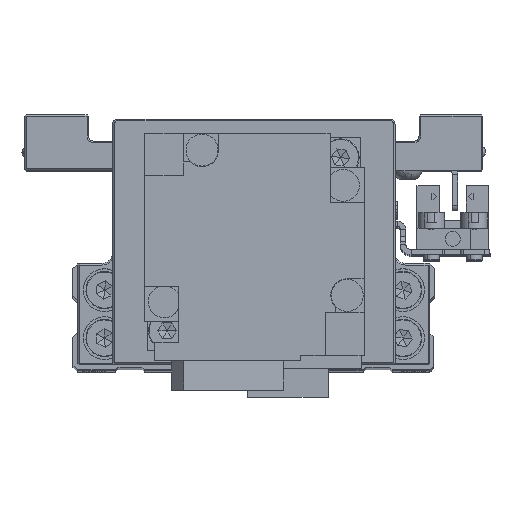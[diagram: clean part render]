
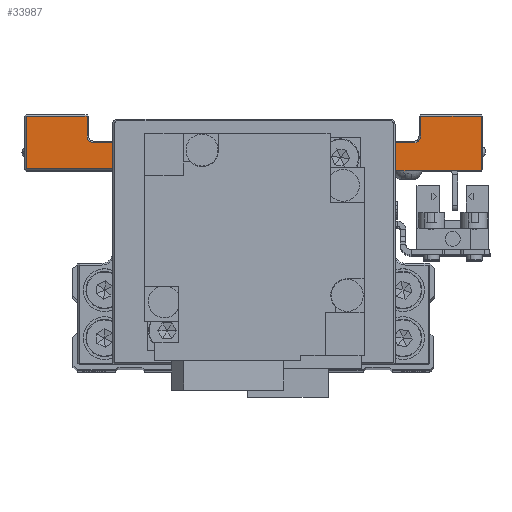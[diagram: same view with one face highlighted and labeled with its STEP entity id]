
A CAD part, top view. The second image highlights one B-rep face of the part: STEP entity #33987.
In plain terms, the highlighted face is planar.
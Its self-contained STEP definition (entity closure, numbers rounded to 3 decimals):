
#4 = ORIENTED_EDGE ( 'NONE', *, *, #11604, .T. ) ;
#2180 = EDGE_CURVE ( 'NONE', #29757, #28406, #29647, .T. ) ;
#2252 = DIRECTION ( 'NONE',  ( 0., 0., -1. ) ) ;
#2330 = VECTOR ( 'NONE', #33727, 1000. ) ;
#2682 = CARTESIAN_POINT ( 'NONE',  ( 45., 7.5, 31.3 ) ) ;
#2854 = VECTOR ( 'NONE', #3304, 1000. ) ;
#2967 = AXIS2_PLACEMENT_3D ( 'NONE', #12519, #23073, #33625 ) ;
#3043 = DIRECTION ( 'NONE',  ( 0., 0., -1. ) ) ;
#3227 = CARTESIAN_POINT ( 'NONE',  ( 45., 14., -31.3 ) ) ;
#3304 = DIRECTION ( 'NONE',  ( 0., -1., 0. ) ) ;
#3630 = ORIENTED_EDGE ( 'NONE', *, *, #28778, .T. ) ;
#3800 = VECTOR ( 'NONE', #25342, 1000. ) ;
#3881 = VECTOR ( 'NONE', #8199, 1000. ) ;
#4241 = LINE ( 'NONE', #14808, #3800 ) ;
#4308 = VERTEX_POINT ( 'NONE', #10526 ) ;
#4841 = DIRECTION ( 'NONE',  ( 0., 0., 1. ) ) ;
#4966 = ORIENTED_EDGE ( 'NONE', *, *, #16003, .T. ) ;
#5137 = VECTOR ( 'NONE', #33390, 1000. ) ;
#5284 = VERTEX_POINT ( 'NONE', #32782 ) ;
#5867 = CARTESIAN_POINT ( 'NONE',  ( 45., 7.8, 42.7 ) ) ;
#6032 = VERTEX_POINT ( 'NONE', #20789 ) ;
#6131 = EDGE_LOOP ( 'NONE', ( #18352, #4, #33289, #25572, #4966, #17496, #14990, #28136, #8992, #25014, #16842, #8479, #21176, #3630 ) ) ;
#6132 = VECTOR ( 'NONE', #4841, 1000. ) ;
#7266 = EDGE_CURVE ( 'NONE', #29136, #6032, #4241, .T. ) ;
#7532 = CARTESIAN_POINT ( 'NONE',  ( 45., 7.5, -42.7 ) ) ;
#7946 = DIRECTION ( 'NONE',  ( 0., 0., 1. ) ) ;
#8199 = DIRECTION ( 'NONE',  ( 0., 0., 1. ) ) ;
#8479 = ORIENTED_EDGE ( 'NONE', *, *, #10851, .T. ) ;
#8992 = ORIENTED_EDGE ( 'NONE', *, *, #26233, .T. ) ;
#9293 = VERTEX_POINT ( 'NONE', #10934 ) ;
#9569 = FACE_OUTER_BOUND ( 'NONE', #6131, .T. ) ;
#9662 = VERTEX_POINT ( 'NONE', #19954 ) ;
#9838 = VERTEX_POINT ( 'NONE', #20806 ) ;
#9862 = DIRECTION ( 'NONE',  ( 0., -1., 0. ) ) ;
#10526 = CARTESIAN_POINT ( 'NONE',  ( 45., 17.7, -31.3 ) ) ;
#10541 = PLANE ( 'NONE',  #27983 ) ;
#10698 = CARTESIAN_POINT ( 'NONE',  ( 45., 17.7, -42.7 ) ) ;
#10851 = EDGE_CURVE ( 'NONE', #19804, #29136, #16215, .T. ) ;
#10934 = CARTESIAN_POINT ( 'NONE',  ( 45., 17.7, 31.3 ) ) ;
#10946 = CARTESIAN_POINT ( 'NONE',  ( 45., 14., 30. ) ) ;
#11040 = LINE ( 'NONE', #21595, #18776 ) ;
#11604 = EDGE_CURVE ( 'NONE', #28900, #9838, #15416, .T. ) ;
#12211 = VERTEX_POINT ( 'NONE', #3227 ) ;
#12291 = LINE ( 'NONE', #22842, #5137 ) ;
#12367 = CARTESIAN_POINT ( 'NONE',  ( 45., 7.8, 19.7 ) ) ;
#12519 = CARTESIAN_POINT ( 'NONE',  ( 45., 14., -30. ) ) ;
#12621 = LINE ( 'NONE', #23173, #2330 ) ;
#13244 = DIRECTION ( 'NONE',  ( 0., 1., 0. ) ) ;
#13516 = CARTESIAN_POINT ( 'NONE',  ( 45., 12.7, 30. ) ) ;
#13923 = EDGE_CURVE ( 'NONE', #32765, #4308, #21335, .T. ) ;
#14749 = AXIS2_PLACEMENT_3D ( 'NONE', #10946, #21500, #32046 ) ;
#14808 = CARTESIAN_POINT ( 'NONE',  ( 45., 7.5, 19.7 ) ) ;
#14935 = EDGE_CURVE ( 'NONE', #25786, #29757, #11040, .T. ) ;
#14990 = ORIENTED_EDGE ( 'NONE', *, *, #14935, .T. ) ;
#15182 = CARTESIAN_POINT ( 'NONE',  ( 45., 12.7, -30. ) ) ;
#15416 = LINE ( 'NONE', #25948, #26358 ) ;
#16003 = EDGE_CURVE ( 'NONE', #4308, #12211, #23000, .T. ) ;
#16051 = EDGE_CURVE ( 'NONE', #9293, #9662, #17984, .T. ) ;
#16215 = LINE ( 'NONE', #26754, #31833 ) ;
#16468 = LINE ( 'NONE', #27012, #2854 ) ;
#16842 = ORIENTED_EDGE ( 'NONE', *, *, #17104, .T. ) ;
#17104 = EDGE_CURVE ( 'NONE', #9662, #19804, #16468, .T. ) ;
#17496 = ORIENTED_EDGE ( 'NONE', *, *, #30334, .T. ) ;
#17893 = CIRCLE ( 'NONE', #2967, 1.3 ) ;
#17984 = LINE ( 'NONE', #28528, #6132 ) ;
#18090 = DIRECTION ( 'NONE',  ( 0., 1., 0. ) ) ;
#18214 = EDGE_CURVE ( 'NONE', #5284, #28900, #12291, .T. ) ;
#18352 = ORIENTED_EDGE ( 'NONE', *, *, #18214, .T. ) ;
#18370 = CARTESIAN_POINT ( 'NONE',  ( 45., 14., 31.3 ) ) ;
#18776 = VECTOR ( 'NONE', #32140, 1000. ) ;
#19804 = VERTEX_POINT ( 'NONE', #5867 ) ;
#19954 = CARTESIAN_POINT ( 'NONE',  ( 45., 17.7, 42.7 ) ) ;
#20531 = EDGE_CURVE ( 'NONE', #9838, #32765, #31218, .T. ) ;
#20789 = CARTESIAN_POINT ( 'NONE',  ( 45., -8.2, 19.7 ) ) ;
#20806 = CARTESIAN_POINT ( 'NONE',  ( 45., 7.5, -42.7 ) ) ;
#21088 = CARTESIAN_POINT ( 'NONE',  ( 45., 7.5, -20. ) ) ;
#21176 = ORIENTED_EDGE ( 'NONE', *, *, #7266, .T. ) ;
#21255 = CARTESIAN_POINT ( 'NONE',  ( 45., 7.5, -19.7 ) ) ;
#21335 = LINE ( 'NONE', #31881, #3881 ) ;
#21500 = DIRECTION ( 'NONE',  ( -1., 0., 0. ) ) ;
#21595 = CARTESIAN_POINT ( 'NONE',  ( 45., 12.7, 30. ) ) ;
#22842 = CARTESIAN_POINT ( 'NONE',  ( 45., 7.5, -19.7 ) ) ;
#23000 = LINE ( 'NONE', #33557, #27118 ) ;
#23073 = DIRECTION ( 'NONE',  ( -1., 0., 0. ) ) ;
#23173 = CARTESIAN_POINT ( 'NONE',  ( 45., -8.2, -20. ) ) ;
#25014 = ORIENTED_EDGE ( 'NONE', *, *, #16051, .T. ) ;
#25342 = DIRECTION ( 'NONE',  ( 0., -1., 0. ) ) ;
#25572 = ORIENTED_EDGE ( 'NONE', *, *, #13923, .T. ) ;
#25786 = VERTEX_POINT ( 'NONE', #15182 ) ;
#25948 = CARTESIAN_POINT ( 'NONE',  ( 45., 7.5, 43. ) ) ;
#26233 = EDGE_CURVE ( 'NONE', #28406, #9293, #26382, .T. ) ;
#26358 = VECTOR ( 'NONE', #2252, 1000. ) ;
#26382 = LINE ( 'NONE', #2682, #28238 ) ;
#26754 = CARTESIAN_POINT ( 'NONE',  ( 45., 7.8, 20. ) ) ;
#27012 = CARTESIAN_POINT ( 'NONE',  ( 45., 7.5, 42.7 ) ) ;
#27118 = VECTOR ( 'NONE', #9862, 1000. ) ;
#27983 = AXIS2_PLACEMENT_3D ( 'NONE', #21088, #31634, #7946 ) ;
#28136 = ORIENTED_EDGE ( 'NONE', *, *, #2180, .T. ) ;
#28238 = VECTOR ( 'NONE', #13244, 1000. ) ;
#28406 = VERTEX_POINT ( 'NONE', #18370 ) ;
#28528 = CARTESIAN_POINT ( 'NONE',  ( 45., 17.7, -20. ) ) ;
#28778 = EDGE_CURVE ( 'NONE', #6032, #5284, #12621, .T. ) ;
#28900 = VERTEX_POINT ( 'NONE', #21255 ) ;
#29023 = VECTOR ( 'NONE', #18090, 1000. ) ;
#29136 = VERTEX_POINT ( 'NONE', #12367 ) ;
#29647 = CIRCLE ( 'NONE', #14749, 1.3 ) ;
#29757 = VERTEX_POINT ( 'NONE', #13516 ) ;
#30334 = EDGE_CURVE ( 'NONE', #12211, #25786, #17893, .T. ) ;
#31218 = LINE ( 'NONE', #7532, #29023 ) ;
#31634 = DIRECTION ( 'NONE',  ( -1., 0., 0. ) ) ;
#31833 = VECTOR ( 'NONE', #3043, 1000. ) ;
#31881 = CARTESIAN_POINT ( 'NONE',  ( 45., 17.7, -20. ) ) ;
#32046 = DIRECTION ( 'NONE',  ( 0., 0., 1. ) ) ;
#32140 = DIRECTION ( 'NONE',  ( 0., 0., 1. ) ) ;
#32765 = VERTEX_POINT ( 'NONE', #10698 ) ;
#32782 = CARTESIAN_POINT ( 'NONE',  ( 45., -8.2, -19.7 ) ) ;
#33289 = ORIENTED_EDGE ( 'NONE', *, *, #20531, .T. ) ;
#33390 = DIRECTION ( 'NONE',  ( 0., 1., 0. ) ) ;
#33557 = CARTESIAN_POINT ( 'NONE',  ( 45., 7.5, -31.3 ) ) ;
#33625 = DIRECTION ( 'NONE',  ( 0., 0., 1. ) ) ;
#33727 = DIRECTION ( 'NONE',  ( 0., 0., -1. ) ) ;
#33987 = ADVANCED_FACE ( 'NONE', ( #9569 ), #10541, .F. ) ;
